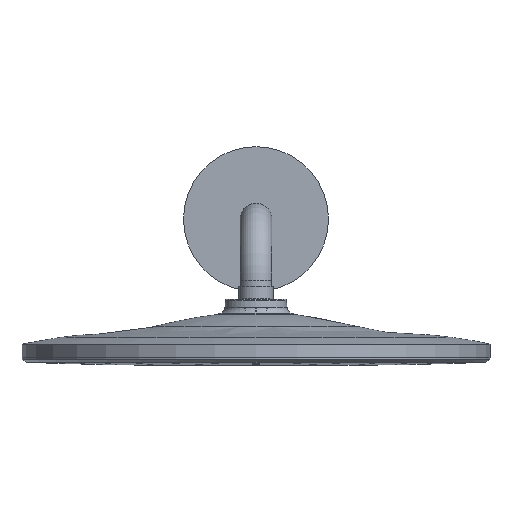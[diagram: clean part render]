
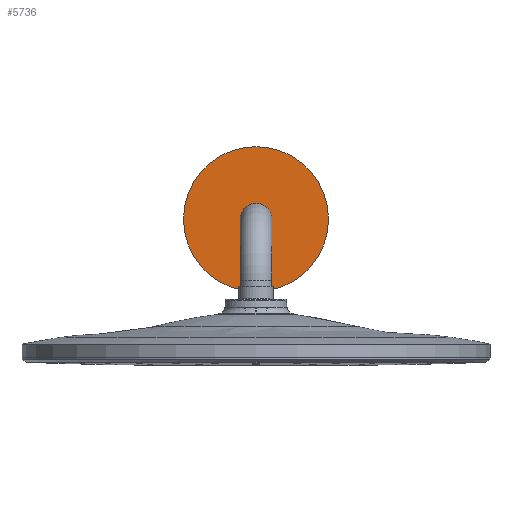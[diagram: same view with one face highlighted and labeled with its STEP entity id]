
A CAD part, front view. The second image highlights one B-rep face of the part: STEP entity #5736.
In plain terms, the highlighted planar face has unit normal (0, -1, 0).
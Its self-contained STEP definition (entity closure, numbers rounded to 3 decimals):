
#1238=ORIENTED_EDGE('',*,*,#2352,.T.);
#2352=EDGE_CURVE('',#3117,#3117,#3870,.T.);
#3117=VERTEX_POINT('',#9392);
#3870=CIRCLE('',#8703,48.);
#3970=EDGE_LOOP('',(#1238));
#4836=FACE_BOUND('',#3970,.T.);
#5700=PLANE('',#8702);
#5736=ADVANCED_FACE('',(#4836),#5700,.T.);
#8702=AXIS2_PLACEMENT_3D('',#9390,#8909,#8910);
#8703=AXIS2_PLACEMENT_3D('',#9391,#8911,#8912);
#8909=DIRECTION('',(0.,-1.,0.));
#8910=DIRECTION('',(0.,0.,1.));
#8911=DIRECTION('',(0.,-1.,0.));
#8912=DIRECTION('',(0.,0.,1.));
#9390=CARTESIAN_POINT('',(0.,450.,140.2));
#9391=CARTESIAN_POINT('',(0.,450.,94.7));
#9392=CARTESIAN_POINT('',(0.,450.,142.7));
